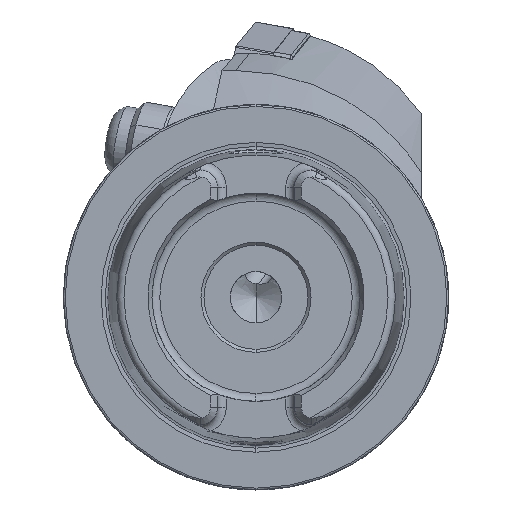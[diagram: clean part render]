
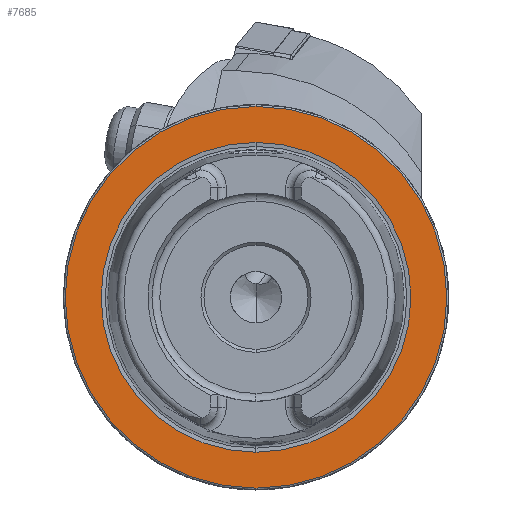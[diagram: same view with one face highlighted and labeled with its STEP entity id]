
A CAD part, left-side view. The second image highlights one B-rep face of the part: STEP entity #7685.
In plain terms, the highlighted planar face has unit normal (-1, 0, 0).
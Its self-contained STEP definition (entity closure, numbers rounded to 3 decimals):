
#344 = CARTESIAN_POINT ( 'NONE',  ( 0., 0., 0. ) ) ;
#1059 = DIRECTION ( 'NONE',  ( 0., 0., 1. ) ) ;
#1311 = DIRECTION ( 'NONE',  ( 0., 0., -1. ) ) ;
#1320 = VERTEX_POINT ( 'NONE', #12329 ) ;
#1327 = DIRECTION ( 'NONE',  ( -1., 0., 0. ) ) ;
#1373 = AXIS2_PLACEMENT_3D ( 'NONE', #11164, #2805, #12580 ) ;
#1743 = DIRECTION ( 'NONE',  ( 0., 0., 1. ) ) ;
#1815 = AXIS2_PLACEMENT_3D ( 'NONE', #8260, #9657, #1311 ) ;
#1928 = CIRCLE ( 'NONE', #10550, 25.324 ) ;
#2331 = VERTEX_POINT ( 'NONE', #17105 ) ;
#2805 = DIRECTION ( 'NONE',  ( -1., 0., 0. ) ) ;
#2899 = EDGE_CURVE ( 'NONE', #6085, #3721, #14594, .T. ) ;
#2939 = AXIS2_PLACEMENT_3D ( 'NONE', #344, #10085, #1743 ) ;
#3709 = ORIENTED_EDGE ( 'NONE', *, *, #12858, .F. ) ;
#3721 = VERTEX_POINT ( 'NONE', #17914 ) ;
#3864 = FACE_BOUND ( 'NONE', #5994, .T. ) ;
#5994 = EDGE_LOOP ( 'NONE', ( #6516, #3709 ) ) ;
#6085 = VERTEX_POINT ( 'NONE', #17396 ) ;
#6516 = ORIENTED_EDGE ( 'NONE', *, *, #7537, .F. ) ;
#7519 = AXIS2_PLACEMENT_3D ( 'NONE', #9669, #1327, #11066 ) ;
#7537 = EDGE_CURVE ( 'NONE', #1320, #2331, #1928, .T. ) ;
#7596 = FACE_OUTER_BOUND ( 'NONE', #7991, .T. ) ;
#7685 = ADVANCED_FACE ( 'NONE', ( #3864, #7596 ), #15183, .F. ) ;
#7991 = EDGE_LOOP ( 'NONE', ( #10605, #14246 ) ) ;
#8260 = CARTESIAN_POINT ( 'NONE',  ( 0., 31.2, 0. ) ) ;
#9417 = DIRECTION ( 'NONE',  ( -1., 0., 0. ) ) ;
#9657 = DIRECTION ( 'NONE',  ( 1., 0., 0. ) ) ;
#9669 = CARTESIAN_POINT ( 'NONE',  ( 0., 0., 0. ) ) ;
#10085 = DIRECTION ( 'NONE',  ( -1., 0., 0. ) ) ;
#10550 = AXIS2_PLACEMENT_3D ( 'NONE', #17792, #9417, #1059 ) ;
#10605 = ORIENTED_EDGE ( 'NONE', *, *, #2899, .T. ) ;
#10656 = CIRCLE ( 'NONE', #7519, 25.324 ) ;
#11066 = DIRECTION ( 'NONE',  ( 0., 0., 1. ) ) ;
#11164 = CARTESIAN_POINT ( 'NONE',  ( 0., 0., 0. ) ) ;
#12329 = CARTESIAN_POINT ( 'NONE',  ( 0., 0., 25.324 ) ) ;
#12580 = DIRECTION ( 'NONE',  ( 0., 0., 1. ) ) ;
#12858 = EDGE_CURVE ( 'NONE', #2331, #1320, #10656, .T. ) ;
#14246 = ORIENTED_EDGE ( 'NONE', *, *, #16077, .T. ) ;
#14396 = CIRCLE ( 'NONE', #1373, 31.2 ) ;
#14594 = CIRCLE ( 'NONE', #2939, 31.2 ) ;
#15183 = PLANE ( 'NONE',  #1815 ) ;
#16077 = EDGE_CURVE ( 'NONE', #3721, #6085, #14396, .T. ) ;
#17105 = CARTESIAN_POINT ( 'NONE',  ( 0., 0., -25.324 ) ) ;
#17396 = CARTESIAN_POINT ( 'NONE',  ( 0., 0., 31.2 ) ) ;
#17792 = CARTESIAN_POINT ( 'NONE',  ( 0., 0., 0. ) ) ;
#17914 = CARTESIAN_POINT ( 'NONE',  ( 0., 0., -31.2 ) ) ;
